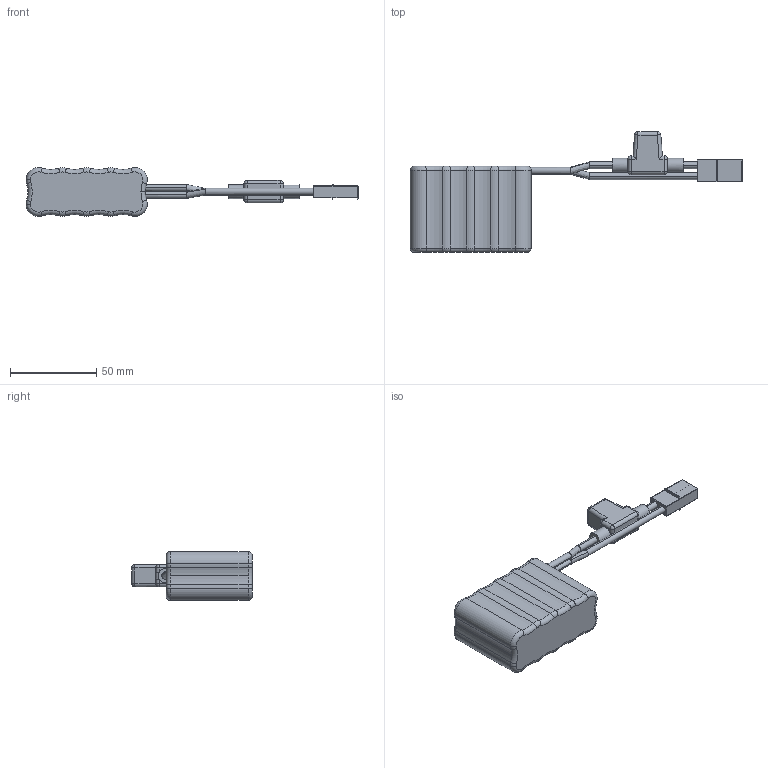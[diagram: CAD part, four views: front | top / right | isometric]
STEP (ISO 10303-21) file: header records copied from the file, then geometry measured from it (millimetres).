
FILE_DESCRIPTION (( 'STEP AP214' ), '1' );
FILE_NAME ('41135_TXM-12V 2000mAH Battery Pack Assembly.STEP', '2018-09-27T19:21:12', ( '' ), ( '' ), 'SwSTEP 2.0', 'SolidWorks 2016', '' );
FILE_SCHEMA (( 'AUTOMOTIVE_DESIGN' ));
Length unit declared in the file: millimetre
Products named in the file (1): 41135_TXM-12V 2000mAH Battery Pack Assembly
Bounding box: 192.48 x 70.02 x 28.3 mm (x, y, z)
Volume: 102995 mm3; surface area: 20003.4 mm2
Topology: 3 solids, 3 shells, 209 faces, 503 edges, 282 vertices
Faces by surface type: cylinder 81, plane 51, torus 47, sphere 20, bspline 10
Entity records: 9028 total; most frequent: CARTESIAN_POINT 1828, DIRECTION 1123, ORIENTED_EDGE 966, EDGE_CURVE 483, AXIS2_PLACEMENT_3D 465, VERTEX_POINT 282, CIRCLE 265, EDGE_LOOP 217
